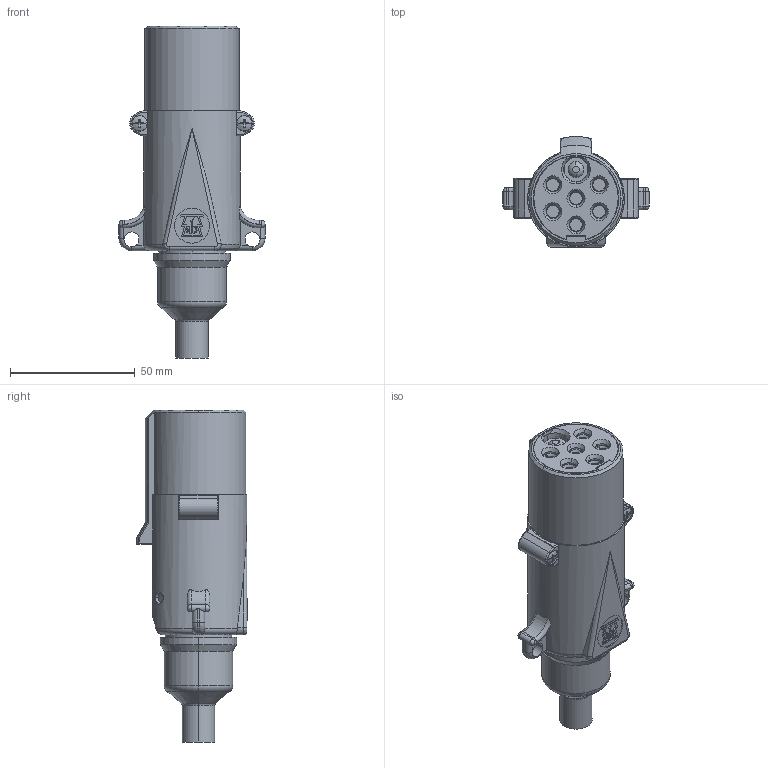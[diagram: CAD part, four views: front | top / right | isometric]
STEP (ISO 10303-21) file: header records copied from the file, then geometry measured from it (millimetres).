
FILE_DESCRIPTION((''),'2;1');
FILE_NAME('211037_SW0001','2020-12-09T14:20:09',('teru'),(''),'CREO PARAMETRIC BY PTC INC, 2017380','CREO PARAMETRIC BY PTC INC, 2017380','');
FILE_SCHEMA(('CONFIG_CONTROL_DESIGN'));
Products named in the file (1): 211037_SW0001
Bounding box: 58.5 x 44.22 x 133 mm (x, y, z)
Volume: 124457.9 mm3; surface area: 20831.9 mm2
Topology: 1 solids, 5 shells, 649 faces, 1638 edges, 1039 vertices
Faces by surface type: cylinder 228, plane 213, cone 83, bspline 78, torus 35, sphere 12
Entity records: 51888 total; most frequent: CARTESIAN_POINT 36981, ORIENTED_EDGE 3276, DIRECTION 2820, EDGE_CURVE 1638, AXIS2_PLACEMENT_3D 1058, VERTEX_POINT 1039, VECTOR 704, LINE 704
